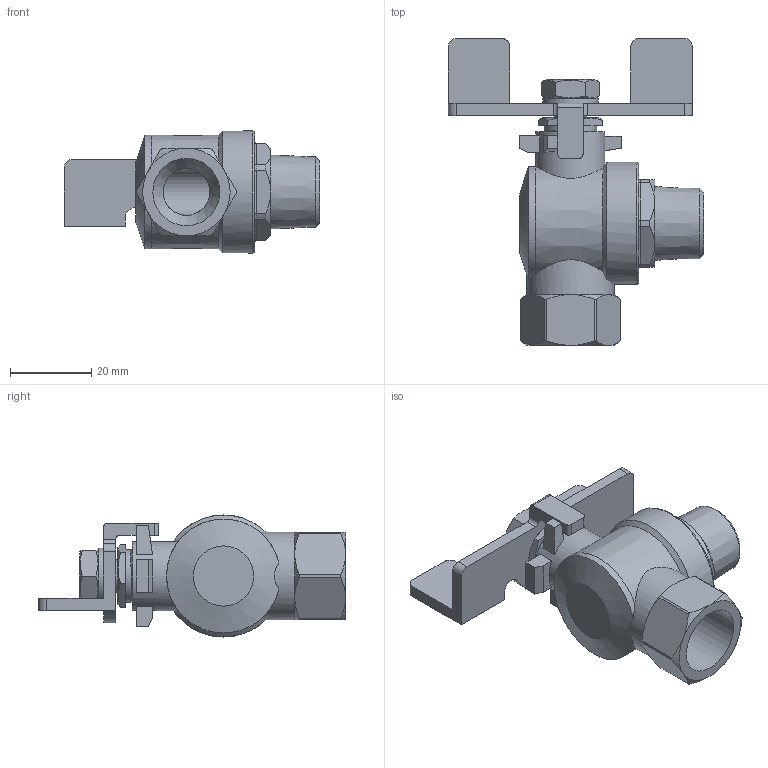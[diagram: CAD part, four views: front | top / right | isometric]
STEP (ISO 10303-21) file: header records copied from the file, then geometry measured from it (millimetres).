
FILE_DESCRIPTION(/* description */ ('Unknown'),/* implementation_level */ '2;1');
FILE_NAME(/* name */ 'R-637-DN10',/* time_stamp */ '2024-03-28T11:46:10+08:00',/* author */ ('Unknown'),/* organization */ ('Unknown'),/* preprocessor_version */ 'ST-DEVELOPER v16.7',/* originating_system */ 'DEX',/* authorisation */ $);
FILE_SCHEMA (('AUTOMOTIVE_DESIGN {1 0 10303 214 3 1 1}'));
Length unit declared in the file: millimetre
Products named in the file (2): R-637-DN10; V-2AL 體內牙+誤牙 
Assembly tree (1 placements, depth 2):
  R-637-DN10
    V-2AL 體內牙+誤牙 
Bounding box: 62.75 x 75.5 x 30 mm (x, y, z)
Volume: 28901 mm3; surface area: 13930.1 mm2
Topology: 1 solids, 1 shells, 183 faces, 468 edges, 294 vertices
Faces by surface type: plane 92, cylinder 53, cone 28, torus 9, bspline 1
Full cylindrical faces by diameter (mm): 8 x1, 8.5 x1, 11.5 x2, 12.9 x1, 16.5 x1, 17 x1, 21.5 x1, 30 x1
Entity records: 5556 total; most frequent: CARTESIAN_POINT 1272, ORIENTED_EDGE 876, DIRECTION 865, EDGE_CURVE 438, AXIS2_PLACEMENT_3D 327, VERTEX_POINT 282, EDGE_LOOP 218, FACE_BOUND 218
